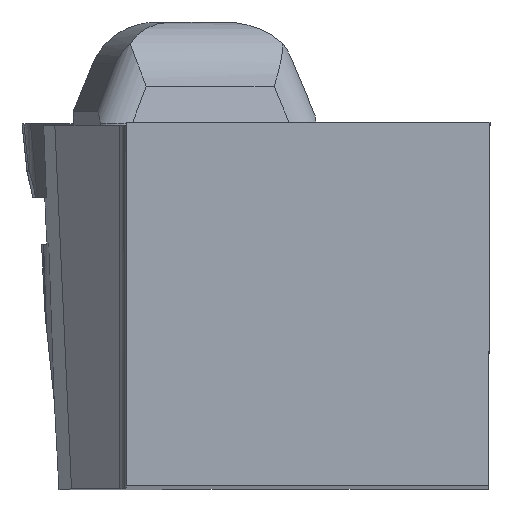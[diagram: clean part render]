
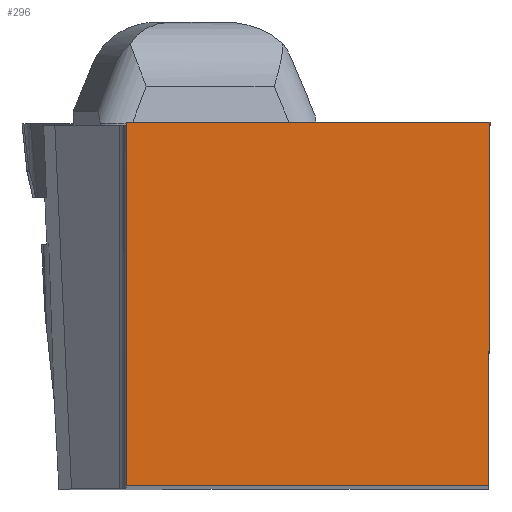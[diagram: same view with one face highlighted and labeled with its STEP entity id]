
A CAD part, top view. The second image highlights one B-rep face of the part: STEP entity #296.
In plain terms, the highlighted planar face has unit normal (0, 0, 1).
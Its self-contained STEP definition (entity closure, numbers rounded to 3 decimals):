
#296=ADVANCED_FACE('CU_BACK_SU1',(#476),#410,.F.);
#410=PLANE('',#2419);
#476=FACE_OUTER_BOUND('',#601,.T.);
#601=EDGE_LOOP('',(#896,#897,#898,#899));
#896=ORIENTED_EDGE('',*,*,#1716,.T.);
#897=ORIENTED_EDGE('',*,*,#1733,.T.);
#898=ORIENTED_EDGE('',*,*,#1721,.T.);
#899=ORIENTED_EDGE('',*,*,#1739,.F.);
#1489=VERTEX_POINT('',#3423);
#1490=VERTEX_POINT('',#3425);
#1493=VERTEX_POINT('',#3433);
#1494=VERTEX_POINT('',#3435);
#1716=EDGE_CURVE('',#1490,#1489,#2010,.T.);
#1721=EDGE_CURVE('',#1494,#1493,#2014,.T.);
#1733=EDGE_CURVE('',#1489,#1494,#2022,.T.);
#1739=EDGE_CURVE('',#1490,#1493,#2024,.T.);
#2010=LINE('',#3424,#2173);
#2014=LINE('',#3434,#2177);
#2022=LINE('',#3455,#2185);
#2024=LINE('',#3470,#2187);
#2173=VECTOR('',#2707,1.);
#2177=VECTOR('',#2715,1.);
#2185=VECTOR('',#2733,1.);
#2187=VECTOR('',#2747,1.);
#2419=AXIS2_PLACEMENT_3D('',#3471,#2748,#2749);
#2707=DIRECTION('',(1.,0.,0.));
#2715=DIRECTION('',(-1.,0.,0.));
#2733=DIRECTION('',(0.004,1.,0.));
#2747=DIRECTION('',(0.,1.,0.));
#2748=DIRECTION('',(0.,0.,-1.));
#2749=DIRECTION('',(0.,-1.,0.));
#3423=CARTESIAN_POINT('',(-0.109,0.,0.));
#3424=CARTESIAN_POINT('',(17.744,0.,0.));
#3425=CARTESIAN_POINT('',(-24.875,0.,0.));
#3433=CARTESIAN_POINT('',(-24.875,24.875,0.));
#3434=CARTESIAN_POINT('',(17.744,24.875,0.));
#3435=CARTESIAN_POINT('',(0.,24.875,0.));
#3455=CARTESIAN_POINT('',(0.066,39.952,0.));
#3470=CARTESIAN_POINT('',(-24.875,39.875,0.));
#3471=CARTESIAN_POINT('',(17.744,39.875,0.));
